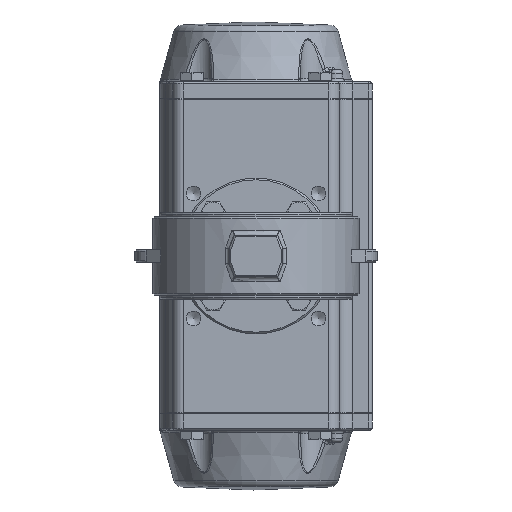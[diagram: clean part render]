
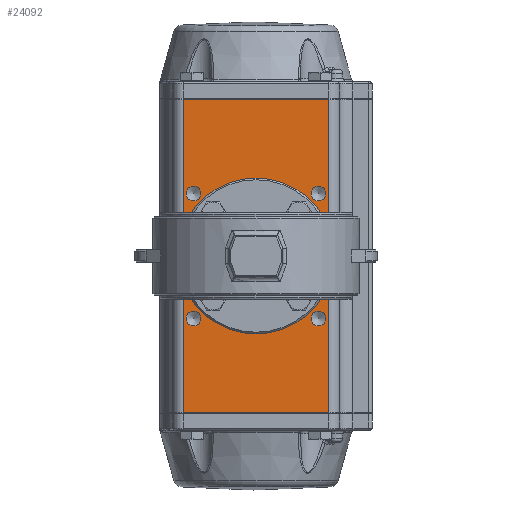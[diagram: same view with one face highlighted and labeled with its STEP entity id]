
A CAD part, front view. The second image highlights one B-rep face of the part: STEP entity #24092.
In plain terms, the highlighted planar face has unit normal (0, -1, 0).
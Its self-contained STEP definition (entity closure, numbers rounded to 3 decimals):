
#1309=CIRCLE('',#26168,3.4);
#1311=CIRCLE('',#26172,3.4);
#1313=CIRCLE('',#26176,3.4);
#1315=CIRCLE('',#26180,3.4);
#1317=CIRCLE('',#26184,4.25);
#1319=CIRCLE('',#26188,4.25);
#1321=CIRCLE('',#26192,4.25);
#1323=CIRCLE('',#26196,4.25);
#1324=CIRCLE('',#26198,20.5);
#2451=PLANE('',#26283);
#8254=ORIENTED_EDGE('',*,*,#11955,.T.);
#8255=ORIENTED_EDGE('',*,*,#11956,.T.);
#8256=ORIENTED_EDGE('',*,*,#11952,.F.);
#8257=ORIENTED_EDGE('',*,*,#11957,.T.);
#8258=ORIENTED_EDGE('',*,*,#11826,.T.);
#8259=ORIENTED_EDGE('',*,*,#11825,.F.);
#8260=ORIENTED_EDGE('',*,*,#11823,.F.);
#8261=ORIENTED_EDGE('',*,*,#11821,.F.);
#8262=ORIENTED_EDGE('',*,*,#11819,.F.);
#8263=ORIENTED_EDGE('',*,*,#11817,.F.);
#8264=ORIENTED_EDGE('',*,*,#11815,.F.);
#8265=ORIENTED_EDGE('',*,*,#11813,.F.);
#8266=ORIENTED_EDGE('',*,*,#11811,.F.);
#11811=EDGE_CURVE('',#14091,#14091,#1309,.T.);
#11813=EDGE_CURVE('',#14094,#14094,#1311,.T.);
#11815=EDGE_CURVE('',#14097,#14097,#1313,.T.);
#11817=EDGE_CURVE('',#14100,#14100,#1315,.T.);
#11819=EDGE_CURVE('',#14103,#14103,#1317,.T.);
#11821=EDGE_CURVE('',#14106,#14106,#1319,.T.);
#11823=EDGE_CURVE('',#14109,#14109,#1321,.T.);
#11825=EDGE_CURVE('',#14112,#14112,#1323,.T.);
#11826=EDGE_CURVE('',#14113,#14113,#1324,.T.);
#11952=EDGE_CURVE('',#14219,#14220,#15618,.T.);
#11955=EDGE_CURVE('',#14221,#14222,#15619,.T.);
#11956=EDGE_CURVE('',#14222,#14220,#15620,.T.);
#11957=EDGE_CURVE('',#14219,#14221,#15621,.T.);
#14091=VERTEX_POINT('',#50243);
#14094=VERTEX_POINT('',#50250);
#14097=VERTEX_POINT('',#50257);
#14100=VERTEX_POINT('',#50264);
#14103=VERTEX_POINT('',#50271);
#14106=VERTEX_POINT('',#50278);
#14109=VERTEX_POINT('',#50285);
#14112=VERTEX_POINT('',#50292);
#14113=VERTEX_POINT('',#50295);
#14219=VERTEX_POINT('',#50564);
#14220=VERTEX_POINT('',#50565);
#14221=VERTEX_POINT('',#50570);
#14222=VERTEX_POINT('',#50571);
#15618=LINE('',#50563,#16993);
#15619=LINE('',#50569,#16994);
#15620=LINE('',#50572,#16995);
#15621=LINE('',#50573,#16996);
#16993=VECTOR('',#31597,1000.);
#16994=VECTOR('',#31604,1000.);
#16995=VECTOR('',#31605,1000.);
#16996=VECTOR('',#31606,1000.);
#18532=EDGE_LOOP('',(#8254,#8255,#8256,#8257));
#18533=EDGE_LOOP('',(#8258));
#18534=EDGE_LOOP('',(#8259));
#18535=EDGE_LOOP('',(#8260));
#18536=EDGE_LOOP('',(#8261));
#18537=EDGE_LOOP('',(#8262));
#18538=EDGE_LOOP('',(#8263));
#18539=EDGE_LOOP('',(#8264));
#18540=EDGE_LOOP('',(#8265));
#18541=EDGE_LOOP('',(#8266));
#20156=FACE_BOUND('',#18532,.T.);
#20157=FACE_BOUND('',#18533,.T.);
#20158=FACE_BOUND('',#18534,.T.);
#20159=FACE_BOUND('',#18535,.T.);
#20160=FACE_BOUND('',#18536,.T.);
#20161=FACE_BOUND('',#18537,.T.);
#20162=FACE_BOUND('',#18538,.T.);
#20163=FACE_BOUND('',#18539,.T.);
#20164=FACE_BOUND('',#18540,.T.);
#20165=FACE_BOUND('',#18541,.T.);
#24092=ADVANCED_FACE('',(#20156,#20157,#20158,#20159,#20160,#20161,#20162,
#20163,#20164,#20165),#2451,.F.);
#26168=AXIS2_PLACEMENT_3D('',#50242,#31307,#31308);
#26172=AXIS2_PLACEMENT_3D('',#50249,#31315,#31316);
#26176=AXIS2_PLACEMENT_3D('',#50256,#31323,#31324);
#26180=AXIS2_PLACEMENT_3D('',#50263,#31331,#31332);
#26184=AXIS2_PLACEMENT_3D('',#50270,#31339,#31340);
#26188=AXIS2_PLACEMENT_3D('',#50277,#31347,#31348);
#26192=AXIS2_PLACEMENT_3D('',#50284,#31355,#31356);
#26196=AXIS2_PLACEMENT_3D('',#50291,#31363,#31364);
#26198=AXIS2_PLACEMENT_3D('',#50294,#31367,#31368);
#26283=AXIS2_PLACEMENT_3D('',#50568,#31602,#31603);
#31307=DIRECTION('',(0.,-1.,0.));
#31308=DIRECTION('',(0.,0.,-1.));
#31315=DIRECTION('',(0.,-1.,0.));
#31316=DIRECTION('',(0.,0.,-1.));
#31323=DIRECTION('',(0.,-1.,0.));
#31324=DIRECTION('',(0.,0.,-1.));
#31331=DIRECTION('',(0.,-1.,0.));
#31332=DIRECTION('',(0.,0.,-1.));
#31339=DIRECTION('',(0.,-1.,0.));
#31340=DIRECTION('',(0.,0.,-1.));
#31347=DIRECTION('',(0.,-1.,0.));
#31348=DIRECTION('',(0.,0.,-1.));
#31355=DIRECTION('',(0.,-1.,0.));
#31356=DIRECTION('',(0.,0.,-1.));
#31363=DIRECTION('',(0.,-1.,0.));
#31364=DIRECTION('',(0.,0.,-1.));
#31367=DIRECTION('',(0.,1.,0.));
#31368=DIRECTION('',(0.,0.,1.));
#31597=DIRECTION('',(0.,0.,-1.));
#31602=DIRECTION('',(0.,1.,0.));
#31603=DIRECTION('',(1.,0.,0.));
#31604=DIRECTION('',(0.,0.,-1.));
#31605=DIRECTION('',(1.,0.,0.));
#31606=DIRECTION('',(-1.,0.,0.));
#50242=CARTESIAN_POINT('',(24.749,-64.,24.749));
#50243=CARTESIAN_POINT('',(24.749,-64.,21.349));
#50249=CARTESIAN_POINT('',(24.749,-64.,-24.749));
#50250=CARTESIAN_POINT('',(24.749,-64.,-28.149));
#50256=CARTESIAN_POINT('',(-24.749,-64.,-24.749));
#50257=CARTESIAN_POINT('',(-24.749,-64.,-28.149));
#50263=CARTESIAN_POINT('',(-24.749,-64.,24.749));
#50264=CARTESIAN_POINT('',(-24.749,-64.,21.349));
#50270=CARTESIAN_POINT('',(36.062,-64.,36.062));
#50271=CARTESIAN_POINT('',(36.062,-64.,31.812));
#50277=CARTESIAN_POINT('',(36.062,-64.,-36.062));
#50278=CARTESIAN_POINT('',(36.062,-64.,-40.312));
#50284=CARTESIAN_POINT('',(-36.062,-64.,-36.062));
#50285=CARTESIAN_POINT('',(-36.062,-64.,-40.312));
#50291=CARTESIAN_POINT('',(-36.062,-64.,36.062));
#50292=CARTESIAN_POINT('',(-36.062,-64.,31.812));
#50294=CARTESIAN_POINT('',(0.,-64.,0.));
#50295=CARTESIAN_POINT('',(0.,-64.,20.5));
#50563=CARTESIAN_POINT('',(42.,-64.,91.));
#50564=CARTESIAN_POINT('',(42.,-64.,90.5));
#50565=CARTESIAN_POINT('',(42.,-64.,-90.5));
#50568=CARTESIAN_POINT('',(-42.,-64.,91.));
#50569=CARTESIAN_POINT('',(-42.,-64.,91.));
#50570=CARTESIAN_POINT('',(-42.,-64.,90.5));
#50571=CARTESIAN_POINT('',(-42.,-64.,-90.5));
#50572=CARTESIAN_POINT('',(-42.,-64.,-90.5));
#50573=CARTESIAN_POINT('',(-42.,-64.,90.5));
